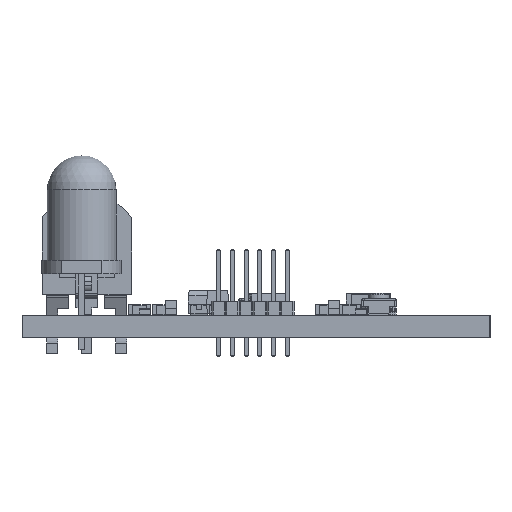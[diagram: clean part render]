
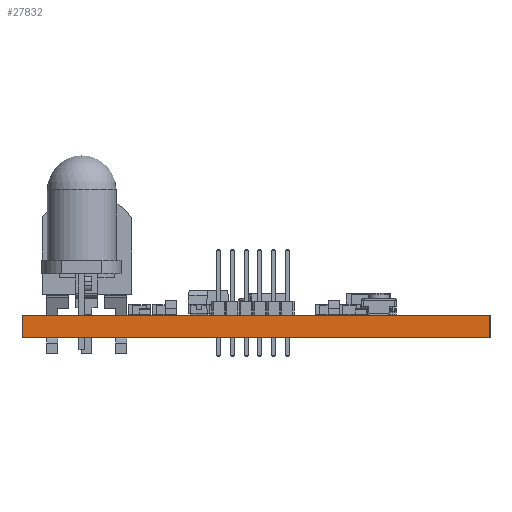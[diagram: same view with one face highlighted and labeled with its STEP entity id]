
A CAD part, left-side view. The second image highlights one B-rep face of the part: STEP entity #27832.
In plain terms, the highlighted planar face has unit normal (-1, 0, 0).
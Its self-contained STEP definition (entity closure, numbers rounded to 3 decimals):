
#27776 = VERTEX_POINT('',#27777);
#27777 = CARTESIAN_POINT('',(-0.21,-0.2,1.6));
#27783 = EDGE_CURVE('',#27784,#27776,#27786,.T.);
#27784 = VERTEX_POINT('',#27785);
#27785 = CARTESIAN_POINT('',(-0.21,-0.2,0.));
#27786 = LINE('',#27787,#27788);
#27787 = CARTESIAN_POINT('',(-0.21,-0.2,0.));
#27788 = VECTOR('',#27789,1.);
#27789 = DIRECTION('',(0.,0.,1.));
#27832 = ADVANCED_FACE('',(#27833),#27858,.T.);
#27833 = FACE_BOUND('',#27834,.T.);
#27834 = EDGE_LOOP('',(#27835,#27836,#27844,#27852));
#27835 = ORIENTED_EDGE('',*,*,#27783,.T.);
#27836 = ORIENTED_EDGE('',*,*,#27837,.T.);
#27837 = EDGE_CURVE('',#27776,#27838,#27840,.T.);
#27838 = VERTEX_POINT('',#27839);
#27839 = CARTESIAN_POINT('',(-0.21,33.8,1.6));
#27840 = LINE('',#27841,#27842);
#27841 = CARTESIAN_POINT('',(-0.21,-0.2,1.6));
#27842 = VECTOR('',#27843,1.);
#27843 = DIRECTION('',(0.,1.,0.));
#27844 = ORIENTED_EDGE('',*,*,#27845,.F.);
#27845 = EDGE_CURVE('',#27846,#27838,#27848,.T.);
#27846 = VERTEX_POINT('',#27847);
#27847 = CARTESIAN_POINT('',(-0.21,33.8,0.));
#27848 = LINE('',#27849,#27850);
#27849 = CARTESIAN_POINT('',(-0.21,33.8,0.));
#27850 = VECTOR('',#27851,1.);
#27851 = DIRECTION('',(0.,0.,1.));
#27852 = ORIENTED_EDGE('',*,*,#27853,.F.);
#27853 = EDGE_CURVE('',#27784,#27846,#27854,.T.);
#27854 = LINE('',#27855,#27856);
#27855 = CARTESIAN_POINT('',(-0.21,-0.2,0.));
#27856 = VECTOR('',#27857,1.);
#27857 = DIRECTION('',(0.,1.,0.));
#27858 = PLANE('',#27859);
#27859 = AXIS2_PLACEMENT_3D('',#27860,#27861,#27862);
#27860 = CARTESIAN_POINT('',(-0.21,-0.2,0.));
#27861 = DIRECTION('',(-1.,0.,0.));
#27862 = DIRECTION('',(0.,1.,0.));
